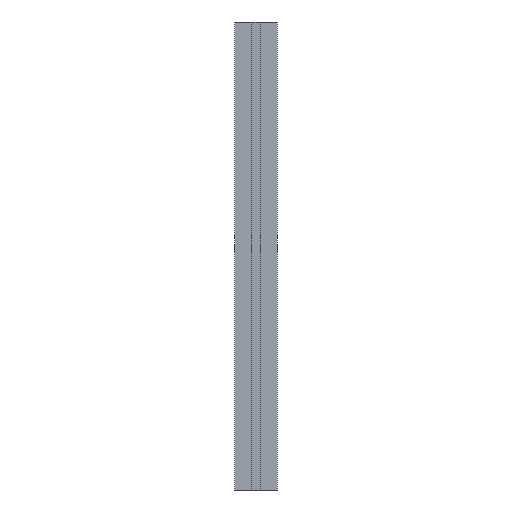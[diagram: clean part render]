
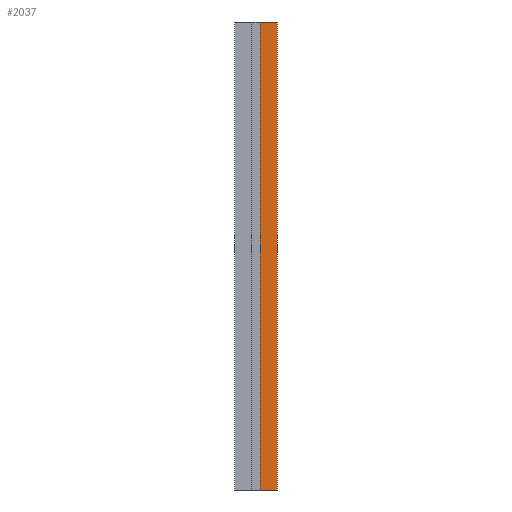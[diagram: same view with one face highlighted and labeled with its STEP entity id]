
A CAD part, front view. The second image highlights one B-rep face of the part: STEP entity #2037.
In plain terms, the highlighted planar face has unit normal (0, -1, 0).
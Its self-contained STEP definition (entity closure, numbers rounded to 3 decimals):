
#72 = PLANE('',#73);
#73 = AXIS2_PLACEMENT_3D('',#74,#75,#76);
#74 = CARTESIAN_POINT('',(0.,0.,165.));
#75 = DIRECTION('',(-0.,-0.,-1.));
#76 = DIRECTION('',(-1.,0.,0.));
#126 = PLANE('',#127);
#127 = AXIS2_PLACEMENT_3D('',#128,#129,#130);
#128 = CARTESIAN_POINT('',(0.,0.,0.));
#129 = DIRECTION('',(-0.,-0.,-1.));
#130 = DIRECTION('',(-1.,0.,0.));
#1907 = PLANE('',#1908);
#1908 = AXIS2_PLACEMENT_3D('',#1909,#1910,#1911);
#1909 = CARTESIAN_POINT('',(7.5,-7.5,0.));
#1910 = DIRECTION('',(-1.,0.,0.));
#1911 = DIRECTION('',(0.,1.,0.));
#1965 = EDGE_CURVE('',#1966,#1968,#1970,.T.);
#1966 = VERTEX_POINT('',#1967);
#1967 = CARTESIAN_POINT('',(7.5,-7.5,0.));
#1968 = VERTEX_POINT('',#1969);
#1969 = CARTESIAN_POINT('',(7.5,-7.5,165.));
#1970 = SURFACE_CURVE('',#1971,(#1975,#1982),.PCURVE_S1.);
#1971 = LINE('',#1972,#1973);
#1972 = CARTESIAN_POINT('',(7.5,-7.5,0.));
#1973 = VECTOR('',#1974,1.);
#1974 = DIRECTION('',(0.,0.,1.));
#1975 = PCURVE('',#1907,#1976);
#1976 = DEFINITIONAL_REPRESENTATION('',(#1977),#1981);
#1977 = LINE('',#1978,#1979);
#1978 = CARTESIAN_POINT('',(0.,0.));
#1979 = VECTOR('',#1980,1.);
#1980 = DIRECTION('',(0.,-1.));
#1981 = ( GEOMETRIC_REPRESENTATION_CONTEXT(2) 
PARAMETRIC_REPRESENTATION_CONTEXT() REPRESENTATION_CONTEXT('2D SPACE',''
  ) );
#1982 = PCURVE('',#1983,#1988);
#1983 = PLANE('',#1984);
#1984 = AXIS2_PLACEMENT_3D('',#1985,#1986,#1987);
#1985 = CARTESIAN_POINT('',(1.5,-7.5,0.));
#1986 = DIRECTION('',(0.,1.,0.));
#1987 = DIRECTION('',(1.,0.,0.));
#1988 = DEFINITIONAL_REPRESENTATION('',(#1989),#1993);
#1989 = LINE('',#1990,#1991);
#1990 = CARTESIAN_POINT('',(6.,0.));
#1991 = VECTOR('',#1992,1.);
#1992 = DIRECTION('',(0.,-1.));
#1993 = ( GEOMETRIC_REPRESENTATION_CONTEXT(2) 
PARAMETRIC_REPRESENTATION_CONTEXT() REPRESENTATION_CONTEXT('2D SPACE',''
  ) );
#2037 = ADVANCED_FACE('',(#2038),#1983,.F.);
#2038 = FACE_BOUND('',#2039,.F.);
#2039 = EDGE_LOOP('',(#2040,#2070,#2091,#2092));
#2040 = ORIENTED_EDGE('',*,*,#2041,.T.);
#2041 = EDGE_CURVE('',#2042,#2044,#2046,.T.);
#2042 = VERTEX_POINT('',#2043);
#2043 = CARTESIAN_POINT('',(1.5,-7.5,0.));
#2044 = VERTEX_POINT('',#2045);
#2045 = CARTESIAN_POINT('',(1.5,-7.5,165.));
#2046 = SURFACE_CURVE('',#2047,(#2051,#2058),.PCURVE_S1.);
#2047 = LINE('',#2048,#2049);
#2048 = CARTESIAN_POINT('',(1.5,-7.5,0.));
#2049 = VECTOR('',#2050,1.);
#2050 = DIRECTION('',(0.,0.,1.));
#2051 = PCURVE('',#1983,#2052);
#2052 = DEFINITIONAL_REPRESENTATION('',(#2053),#2057);
#2053 = LINE('',#2054,#2055);
#2054 = CARTESIAN_POINT('',(0.,0.));
#2055 = VECTOR('',#2056,1.);
#2056 = DIRECTION('',(0.,-1.));
#2057 = ( GEOMETRIC_REPRESENTATION_CONTEXT(2) 
PARAMETRIC_REPRESENTATION_CONTEXT() REPRESENTATION_CONTEXT('2D SPACE',''
  ) );
#2058 = PCURVE('',#2059,#2064);
#2059 = PLANE('',#2060);
#2060 = AXIS2_PLACEMENT_3D('',#2061,#2062,#2063);
#2061 = CARTESIAN_POINT('',(1.5,-6.5,0.));
#2062 = DIRECTION('',(1.,0.,-0.));
#2063 = DIRECTION('',(0.,-1.,0.));
#2064 = DEFINITIONAL_REPRESENTATION('',(#2065),#2069);
#2065 = LINE('',#2066,#2067);
#2066 = CARTESIAN_POINT('',(1.,0.));
#2067 = VECTOR('',#2068,1.);
#2068 = DIRECTION('',(0.,-1.));
#2069 = ( GEOMETRIC_REPRESENTATION_CONTEXT(2) 
PARAMETRIC_REPRESENTATION_CONTEXT() REPRESENTATION_CONTEXT('2D SPACE',''
  ) );
#2070 = ORIENTED_EDGE('',*,*,#2071,.T.);
#2071 = EDGE_CURVE('',#2044,#1968,#2072,.T.);
#2072 = SURFACE_CURVE('',#2073,(#2077,#2084),.PCURVE_S1.);
#2073 = LINE('',#2074,#2075);
#2074 = CARTESIAN_POINT('',(1.5,-7.5,165.));
#2075 = VECTOR('',#2076,1.);
#2076 = DIRECTION('',(1.,0.,0.));
#2077 = PCURVE('',#1983,#2078);
#2078 = DEFINITIONAL_REPRESENTATION('',(#2079),#2083);
#2079 = LINE('',#2080,#2081);
#2080 = CARTESIAN_POINT('',(0.,-165.));
#2081 = VECTOR('',#2082,1.);
#2082 = DIRECTION('',(1.,0.));
#2083 = ( GEOMETRIC_REPRESENTATION_CONTEXT(2) 
PARAMETRIC_REPRESENTATION_CONTEXT() REPRESENTATION_CONTEXT('2D SPACE',''
  ) );
#2084 = PCURVE('',#72,#2085);
#2085 = DEFINITIONAL_REPRESENTATION('',(#2086),#2090);
#2086 = LINE('',#2087,#2088);
#2087 = CARTESIAN_POINT('',(-1.5,-7.5));
#2088 = VECTOR('',#2089,1.);
#2089 = DIRECTION('',(-1.,0.));
#2090 = ( GEOMETRIC_REPRESENTATION_CONTEXT(2) 
PARAMETRIC_REPRESENTATION_CONTEXT() REPRESENTATION_CONTEXT('2D SPACE',''
  ) );
#2091 = ORIENTED_EDGE('',*,*,#1965,.F.);
#2092 = ORIENTED_EDGE('',*,*,#2093,.F.);
#2093 = EDGE_CURVE('',#2042,#1966,#2094,.T.);
#2094 = SURFACE_CURVE('',#2095,(#2099,#2106),.PCURVE_S1.);
#2095 = LINE('',#2096,#2097);
#2096 = CARTESIAN_POINT('',(1.5,-7.5,0.));
#2097 = VECTOR('',#2098,1.);
#2098 = DIRECTION('',(1.,0.,0.));
#2099 = PCURVE('',#1983,#2100);
#2100 = DEFINITIONAL_REPRESENTATION('',(#2101),#2105);
#2101 = LINE('',#2102,#2103);
#2102 = CARTESIAN_POINT('',(0.,0.));
#2103 = VECTOR('',#2104,1.);
#2104 = DIRECTION('',(1.,0.));
#2105 = ( GEOMETRIC_REPRESENTATION_CONTEXT(2) 
PARAMETRIC_REPRESENTATION_CONTEXT() REPRESENTATION_CONTEXT('2D SPACE',''
  ) );
#2106 = PCURVE('',#126,#2107);
#2107 = DEFINITIONAL_REPRESENTATION('',(#2108),#2112);
#2108 = LINE('',#2109,#2110);
#2109 = CARTESIAN_POINT('',(-1.5,-7.5));
#2110 = VECTOR('',#2111,1.);
#2111 = DIRECTION('',(-1.,0.));
#2112 = ( GEOMETRIC_REPRESENTATION_CONTEXT(2) 
PARAMETRIC_REPRESENTATION_CONTEXT() REPRESENTATION_CONTEXT('2D SPACE',''
  ) );
